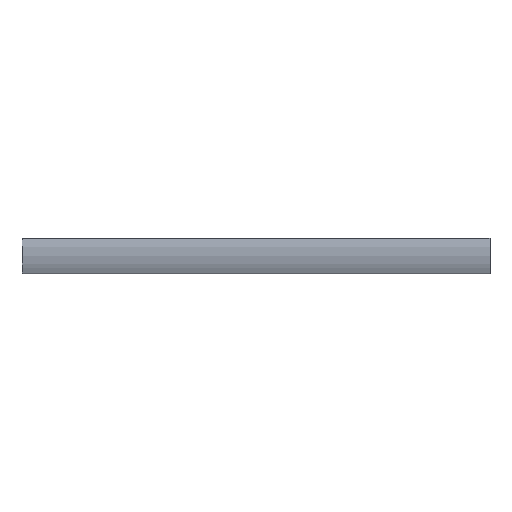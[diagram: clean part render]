
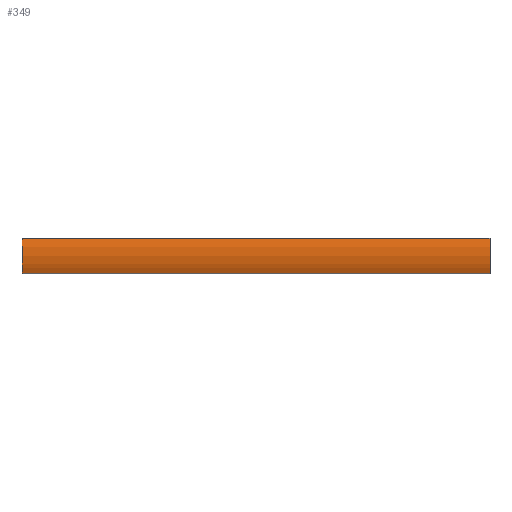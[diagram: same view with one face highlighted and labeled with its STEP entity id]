
A CAD part, left-side view. The second image highlights one B-rep face of the part: STEP entity #349.
In plain terms, the highlighted free-form (B-spline) face has degree [1, 2] with [2, 3] control points.
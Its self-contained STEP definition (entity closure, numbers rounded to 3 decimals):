
#259=CARTESIAN_POINT('',(-1.627,0.0,-14.022));
#260=VERTEX_POINT('',#259);
#274=CARTESIAN_POINT('',(-1.627,200.0,-14.022));
#275=VERTEX_POINT('',#274);
#276=CARTESIAN_POINT('',(-1.627,200.0,-14.022));
#277=CARTESIAN_POINT('',(-1.627,0.0,-14.022));
#278=QUASI_UNIFORM_CURVE('',1,(#276,#277),.UNSPECIFIED.,.F.,.U.);
#279=EDGE_CURVE('',#275,#260,#278,.T.);
#297=CARTESIAN_POINT('',(-1.327,205.,-14.674));
#298=CARTESIAN_POINT('',(-1.327,-5.125,-14.674));
#299=CARTESIAN_POINT('',(-5.002,205.,-7.032));
#300=CARTESIAN_POINT('',(-5.002,-5.125,-7.032));
#301=CARTESIAN_POINT('',(-2.597,205.,1.099));
#302=CARTESIAN_POINT('',(-2.597,-5.125,1.099));
#310=(BOUNDED_SURFACE()B_SPLINE_SURFACE(1,2,((#297,#299,#301),(#298,#300,#302)),.UNSPECIFIED.,.F.,.F.,.U.)B_SPLINE_SURFACE_WITH_KNOTS((2,2),(3,3),(0.0,210.125),(0.0,16.372),.UNSPECIFIED.)GEOMETRIC_REPRESENTATION_ITEM()RATIONAL_B_SPLINE_SURFACE(((0.999,0.929,0.991),(0.999,0.929,0.991)))REPRESENTATION_ITEM('')SURFACE());
#311=CARTESIAN_POINT('',(-2.79,0.0,0.402));
#312=VERTEX_POINT('',#311);
#313=CARTESIAN_POINT('',(-2.79,0.0,0.402));
#314=CARTESIAN_POINT('',(-4.721,0.0,-7.012));
#315=CARTESIAN_POINT('',(-1.627,0.0,-14.022));
#323=(BOUNDED_CURVE()B_SPLINE_CURVE(2,(#313,#314,#315),.UNSPECIFIED.,.F.,.U.)CURVE()GEOMETRIC_REPRESENTATION_ITEM()QUASI_UNIFORM_CURVE()RATIONAL_B_SPLINE_CURVE((1.0,0.944,1.0))REPRESENTATION_ITEM(''));
#324=EDGE_CURVE('',#312,#260,#323,.T.);
#325=ORIENTED_EDGE('',*,*,#324,.F.);
#326=CARTESIAN_POINT('',(-2.79,200.0,0.402));
#327=VERTEX_POINT('',#326);
#328=CARTESIAN_POINT('',(-2.79,200.0,0.402));
#329=CARTESIAN_POINT('',(-2.79,0.0,0.402));
#330=QUASI_UNIFORM_CURVE('',1,(#328,#329),.UNSPECIFIED.,.F.,.U.);
#331=EDGE_CURVE('',#327,#312,#330,.T.);
#332=ORIENTED_EDGE('',*,*,#331,.F.);
#333=CARTESIAN_POINT('',(-2.79,200.0,0.402));
#334=CARTESIAN_POINT('',(-4.721,200.0,-7.012));
#335=CARTESIAN_POINT('',(-1.627,200.0,-14.022));
#343=(BOUNDED_CURVE()B_SPLINE_CURVE(2,(#333,#334,#335),.UNSPECIFIED.,.F.,.U.)CURVE()GEOMETRIC_REPRESENTATION_ITEM()QUASI_UNIFORM_CURVE()RATIONAL_B_SPLINE_CURVE((1.0,0.944,1.0))REPRESENTATION_ITEM(''));
#344=EDGE_CURVE('',#327,#275,#343,.T.);
#345=ORIENTED_EDGE('',*,*,#344,.T.);
#346=ORIENTED_EDGE('',*,*,#279,.T.);
#347=EDGE_LOOP('',(#325,#332,#345,#346));
#348=FACE_OUTER_BOUND('',#347,.T.);
#349=ADVANCED_FACE('',(#348),#310,.T.);
